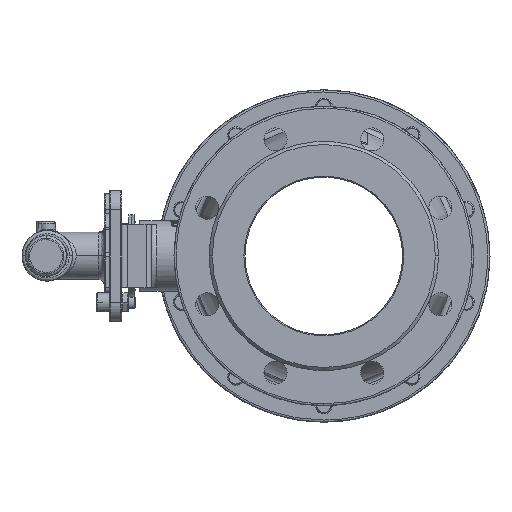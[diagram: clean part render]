
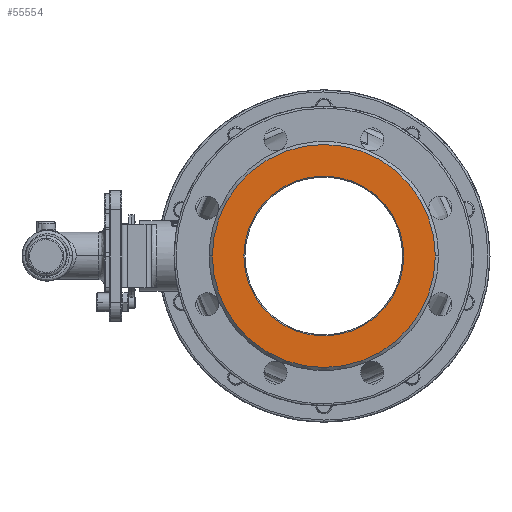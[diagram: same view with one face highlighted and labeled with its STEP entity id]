
A CAD part, left-side view. The second image highlights one B-rep face of the part: STEP entity #55554.
In plain terms, the highlighted planar face has unit normal (-1, 0, 0).
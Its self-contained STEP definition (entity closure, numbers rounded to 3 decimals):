
#1138 = ORIENTED_EDGE ( 'NONE', *, *, #7042, .F. ) ;
#1852 = FACE_BOUND ( 'NONE', #22609, .T. ) ;
#2145 = DIRECTION ( 'NONE',  ( 0., 0., -1. ) ) ;
#7042 = EDGE_CURVE ( 'NONE', #19344, #40272, #22637, .T. ) ;
#7048 = VERTEX_POINT ( 'NONE', #29313 ) ;
#7156 = CARTESIAN_POINT ( 'NONE',  ( -35.924, 83., 26.332 ) ) ;
#7839 = DIRECTION ( 'NONE',  ( 1., 0., 0. ) ) ;
#8338 = CIRCLE ( 'NONE', #28323, 76. ) ;
#10583 = ORIENTED_EDGE ( 'NONE', *, *, #18799, .T. ) ;
#12453 = CARTESIAN_POINT ( 'NONE',  ( -35.924, -23., 26.332 ) ) ;
#13702 = CARTESIAN_POINT ( 'NONE',  ( -35.924, -23., 26.332 ) ) ;
#17193 = AXIS2_PLACEMENT_3D ( 'NONE', #13702, #50460, #18964 ) ;
#18084 = EDGE_CURVE ( 'NONE', #7048, #56596, #8338, .T. ) ;
#18799 = EDGE_CURVE ( 'NONE', #56596, #7048, #63346, .T. ) ;
#18964 = DIRECTION ( 'NONE',  ( 0., 1., 0. ) ) ;
#19344 = VERTEX_POINT ( 'NONE', #7156 ) ;
#19352 = DIRECTION ( 'NONE',  ( 1., 0., 0. ) ) ;
#21225 = EDGE_LOOP ( 'NONE', ( #1138, #40386 ) ) ;
#21342 = AXIS2_PLACEMENT_3D ( 'NONE', #12453, #33572, #2145 ) ;
#22609 = EDGE_LOOP ( 'NONE', ( #10583, #42304 ) ) ;
#22637 = CIRCLE ( 'NONE', #17193, 106. ) ;
#23467 = CARTESIAN_POINT ( 'NONE',  ( -35.924, -23., 26.332 ) ) ;
#28323 = AXIS2_PLACEMENT_3D ( 'NONE', #39278, #7839, #44561 ) ;
#28764 = DIRECTION ( 'NONE',  ( 0., 1., 0. ) ) ;
#29313 = CARTESIAN_POINT ( 'NONE',  ( -35.924, -23., -49.668 ) ) ;
#33572 = DIRECTION ( 'NONE',  ( 1., 0., 0. ) ) ;
#39278 = CARTESIAN_POINT ( 'NONE',  ( -35.924, -23., 26.332 ) ) ;
#40272 = VERTEX_POINT ( 'NONE', #64059 ) ;
#40386 = ORIENTED_EDGE ( 'NONE', *, *, #41964, .F. ) ;
#41964 = EDGE_CURVE ( 'NONE', #40272, #19344, #56008, .T. ) ;
#42123 = AXIS2_PLACEMENT_3D ( 'NONE', #23467, #60231, #28764 ) ;
#42304 = ORIENTED_EDGE ( 'NONE', *, *, #18084, .T. ) ;
#44561 = DIRECTION ( 'NONE',  ( 0., 0., 1. ) ) ;
#49203 = PLANE ( 'NONE',  #21342 ) ;
#50460 = DIRECTION ( 'NONE',  ( 1., 0., 0. ) ) ;
#50848 = CARTESIAN_POINT ( 'NONE',  ( -35.924, -23., 26.332 ) ) ;
#52510 = CARTESIAN_POINT ( 'NONE',  ( -35.924, -23., 102.332 ) ) ;
#55554 = ADVANCED_FACE ( 'NONE', ( #57726, #1852 ), #49203, .F. ) ;
#56008 = CIRCLE ( 'NONE', #42123, 106. ) ;
#56122 = DIRECTION ( 'NONE',  ( 0., 0., 1. ) ) ;
#56596 = VERTEX_POINT ( 'NONE', #52510 ) ;
#57726 = FACE_OUTER_BOUND ( 'NONE', #21225, .T. ) ;
#60231 = DIRECTION ( 'NONE',  ( 1., 0., 0. ) ) ;
#63346 = CIRCLE ( 'NONE', #65737, 76. ) ;
#64059 = CARTESIAN_POINT ( 'NONE',  ( -35.924, -129., 26.332 ) ) ;
#65737 = AXIS2_PLACEMENT_3D ( 'NONE', #50848, #19352, #56122 ) ;
